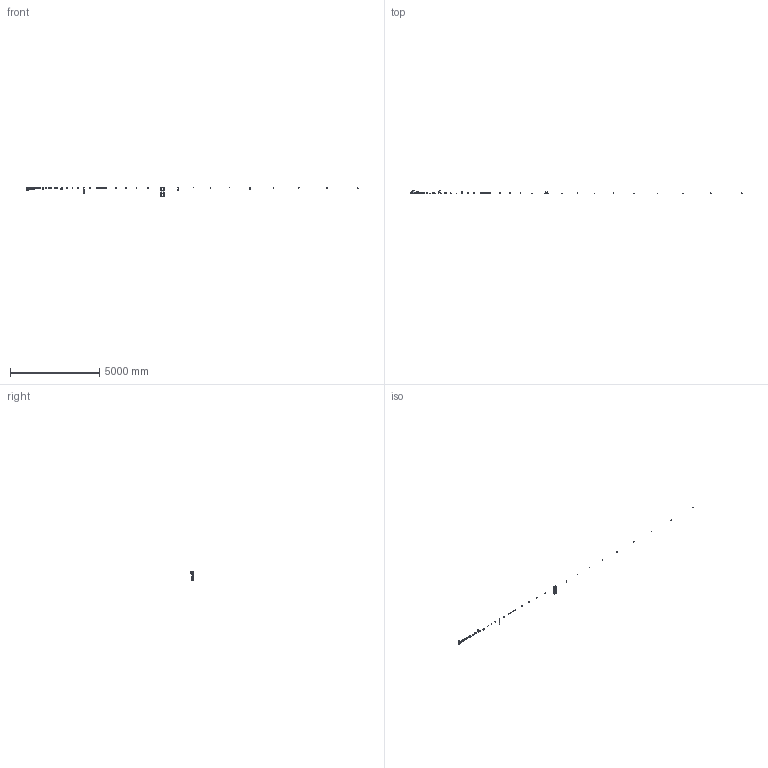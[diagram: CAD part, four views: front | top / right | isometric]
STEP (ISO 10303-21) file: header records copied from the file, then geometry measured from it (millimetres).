
FILE_DESCRIPTION((''),'2;1');
FILE_NAME('CZESCI_ASM','2017-05-10T15:31:31',('Greg'),(''),'CREO PARAMETRIC BY PTC INC, 2016510','CREO PARAMETRIC BY PTC INC, 2016510','');
FILE_SCHEMA(('AP242_MANAGED_MODEL_BASED_3D_ENGINEERING_MIM_LF { 1 0 10303 442 1 1 4 }'));
Length unit declared in the file: millimetre
Products named in the file (38): PS-000-01; PS-000-02; PS-000-03; PS-000-04; PS-000-05; PS-000-06; PS-000-07; PS-000-08; PS-000-09; PS-000-10; PS-000-11; PS-000-13; PS-000-14; PS-000-15; PS-000-16; PS-000-17; PS-000-18; PS-000-19; PS-000-20; PS-000-21; PS-000-22; PS-000-23; KWD4M6X20; C45; WIWM10X16; SIM8X16; 18G2A-S255J0; PZ65; PSM12; NM12; SM12X50; SSIM16X35; CZESCI_ASM
Assembly tree (30 placements, depth 2):
  C45
  C45
  18G2A-S255J0
  18G2A-S255J0
  18G2A-S255J0
Bounding box: 18643.35 x 152.5 x 476 mm (x, y, z)
Volume: 4350837.1 mm3; surface area: 1019365.8 mm2
Topology: 30 solids, 49 shells, 1086 faces, 2648 edges, 1728 vertices
Faces by surface type: plane 581, cylinder 315, cone 130, torus 38, bspline 18, sphere 4
Entity records: 57814 total; most frequent: CARTESIAN_POINT 20876, DIRECTION 6083, ORIENTED_EDGE 4990, EDGE_CURVE 2536, AXIS2_PLACEMENT_3D 2267, VERTEX_POINT 1562, VECTOR 1549, LINE 1549
